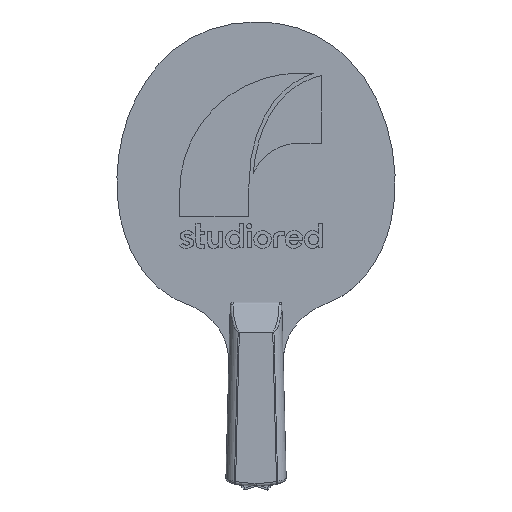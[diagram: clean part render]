
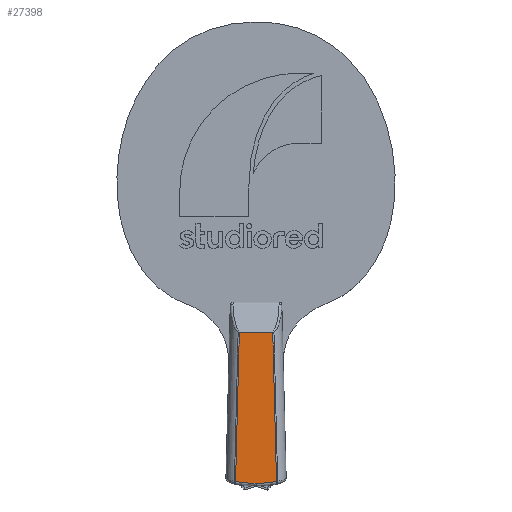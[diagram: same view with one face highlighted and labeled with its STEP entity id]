
A CAD part, top view. The second image highlights one B-rep face of the part: STEP entity #27398.
In plain terms, the highlighted planar face has unit normal (0, 0, 1).
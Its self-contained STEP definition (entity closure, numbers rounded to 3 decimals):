
#154 = VECTOR ( 'NONE', #7687, 1000. ) ;
#1780 = FACE_OUTER_BOUND ( 'NONE', #7537, .T. ) ;
#3021 = VERTEX_POINT ( 'NONE', #3880 ) ;
#3341 = CARTESIAN_POINT ( 'NONE',  ( -7.447, -98.14, 11. ) ) ;
#3786 = CARTESIAN_POINT ( 'NONE',  ( 11.12, -97.505, 11. ) ) ;
#3880 = CARTESIAN_POINT ( 'NONE',  ( -9.101, -16.749, 11. ) ) ;
#4011 = VERTEX_POINT ( 'NONE', #16000 ) ;
#4042 = CARTESIAN_POINT ( 'NONE',  ( -11.949, -98.841, 11. ) ) ;
#4435 = ORIENTED_EDGE ( 'NONE', *, *, #17786, .T. ) ;
#5385 = B_SPLINE_CURVE_WITH_KNOTS ( 'NONE', 3,
 ( #27040, #29459, #17629, #3341, #20008, #5747, #22412, #8171 ),
 .UNSPECIFIED., .F., .F.,
 ( 4, 2, 2, 4 ),
 ( 0., 0.003, 0.006, 0.011 ),
 .UNSPECIFIED. ) ;
#5491 = CARTESIAN_POINT ( 'NONE',  ( -11.12, -97.505, 11. ) ) ;
#5579 = B_SPLINE_CURVE_WITH_KNOTS ( 'NONE', 3,
 ( #21203, #14059, #9359, #25950, #11773, #28333, #14163, #30738 ),
 .UNSPECIFIED., .F., .F.,
 ( 4, 2, 2, 4 ),
 ( 0., 0.003, 0.006, 0.011 ),
 .UNSPECIFIED. ) ;
#5747 = CARTESIAN_POINT ( 'NONE',  ( -3.729, -98.447, 11. ) ) ;
#6441 = DIRECTION ( 'NONE',  ( 0., 0., -1. ) ) ;
#6850 = DIRECTION ( 'NONE',  ( -1., 0., 0. ) ) ;
#6978 = AXIS2_PLACEMENT_3D ( 'NONE', #4042, #6441, #23074 ) ;
#7537 = EDGE_LOOP ( 'NONE', ( #4435, #18209, #7734, #30452, #11933 ) ) ;
#7687 = DIRECTION ( 'NONE',  ( -0.025, -1., 0. ) ) ;
#7734 = ORIENTED_EDGE ( 'NONE', *, *, #12398, .F. ) ;
#8171 = CARTESIAN_POINT ( 'NONE',  ( 0., -98.5, 11. ) ) ;
#8846 = VECTOR ( 'NONE', #11511, 1000. ) ;
#9099 = CARTESIAN_POINT ( 'NONE',  ( 11.154, -98.861, 11. ) ) ;
#9359 = CARTESIAN_POINT ( 'NONE',  ( 9.293, -97.885, 11. ) ) ;
#9390 = VECTOR ( 'NONE', #6850, 1000. ) ;
#9550 = CARTESIAN_POINT ( 'NONE',  ( 9.101, -16.749, 11. ) ) ;
#10086 = CARTESIAN_POINT ( 'NONE',  ( -11.154, -98.861, 11. ) ) ;
#11511 = DIRECTION ( 'NONE',  ( 0.025, -1., 0. ) ) ;
#11615 = VERTEX_POINT ( 'NONE', #3786 ) ;
#11773 = CARTESIAN_POINT ( 'NONE',  ( 6.518, -98.234, 11. ) ) ;
#11933 = ORIENTED_EDGE ( 'NONE', *, *, #21338, .T. ) ;
#12398 = EDGE_CURVE ( 'NONE', #28164, #11615, #15190, .T. ) ;
#14059 = CARTESIAN_POINT ( 'NONE',  ( 10.212, -97.725, 11. ) ) ;
#14163 = CARTESIAN_POINT ( 'NONE',  ( 1.865, -98.5, 11. ) ) ;
#15190 = LINE ( 'NONE', #9099, #8846 ) ;
#15942 = PLANE ( 'NONE',  #6978 ) ;
#16000 = CARTESIAN_POINT ( 'NONE',  ( 0., -98.5, 11. ) ) ;
#17629 = CARTESIAN_POINT ( 'NONE',  ( -9.293, -97.885, 11. ) ) ;
#17786 = EDGE_CURVE ( 'NONE', #20776, #4011, #5385, .T. ) ;
#18209 = ORIENTED_EDGE ( 'NONE', *, *, #21219, .F. ) ;
#19140 = LINE ( 'NONE', #10086, #154 ) ;
#20008 = CARTESIAN_POINT ( 'NONE',  ( -6.518, -98.234, 11. ) ) ;
#20776 = VERTEX_POINT ( 'NONE', #5491 ) ;
#21203 = CARTESIAN_POINT ( 'NONE',  ( 11.12, -97.505, 11. ) ) ;
#21219 = EDGE_CURVE ( 'NONE', #11615, #4011, #5579, .T. ) ;
#21338 = EDGE_CURVE ( 'NONE', #3021, #20776, #19140, .T. ) ;
#22412 = CARTESIAN_POINT ( 'NONE',  ( -1.865, -98.5, 11. ) ) ;
#23074 = DIRECTION ( 'NONE',  ( -1., 0., 0. ) ) ;
#24273 = EDGE_CURVE ( 'NONE', #28164, #3021, #28310, .T. ) ;
#25950 = CARTESIAN_POINT ( 'NONE',  ( 7.447, -98.14, 11. ) ) ;
#25962 = CARTESIAN_POINT ( 'NONE',  ( -9.411, -16.749, 11. ) ) ;
#27040 = CARTESIAN_POINT ( 'NONE',  ( -11.12, -97.505, 11. ) ) ;
#27398 = ADVANCED_FACE ( 'NONE', ( #1780 ), #15942, .F. ) ;
#28164 = VERTEX_POINT ( 'NONE', #9550 ) ;
#28310 = LINE ( 'NONE', #25962, #9390 ) ;
#28333 = CARTESIAN_POINT ( 'NONE',  ( 3.729, -98.447, 11. ) ) ;
#29459 = CARTESIAN_POINT ( 'NONE',  ( -10.212, -97.725, 11. ) ) ;
#30452 = ORIENTED_EDGE ( 'NONE', *, *, #24273, .T. ) ;
#30738 = CARTESIAN_POINT ( 'NONE',  ( 0., -98.5, 11. ) ) ;
